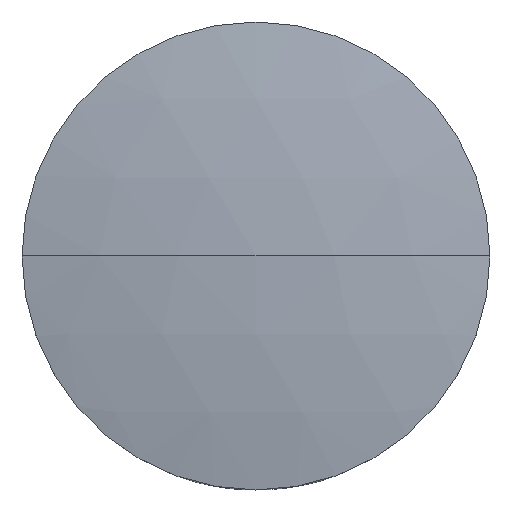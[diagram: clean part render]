
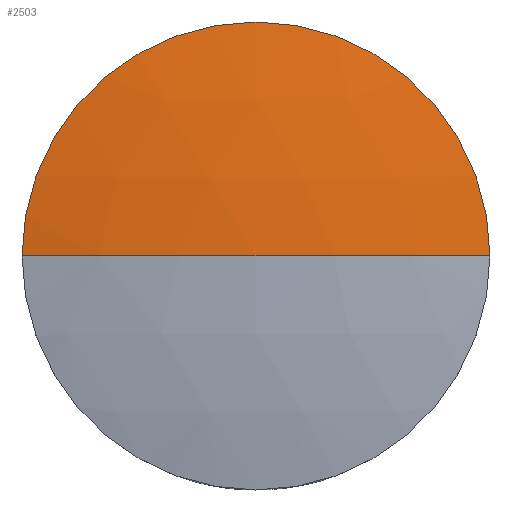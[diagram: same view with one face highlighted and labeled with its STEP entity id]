
A CAD part, top view. The second image highlights one B-rep face of the part: STEP entity #2503.
In plain terms, the highlighted spherical face has radius 103.36 mm.
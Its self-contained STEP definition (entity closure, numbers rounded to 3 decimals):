
#113 = CARTESIAN_POINT ( 'NONE',  ( 0., 0., -101.225 ) ) ;
#119 = DIRECTION ( 'NONE',  ( 0., -1., 0. ) ) ;
#242 = SPHERICAL_SURFACE ( 'NONE', #1002, 103.36 ) ;
#272 = DIRECTION ( 'NONE',  ( -1., 0., 0. ) ) ;
#316 = DIRECTION ( 'NONE',  ( 0., 0., 1. ) ) ;
#385 = DIRECTION ( 'NONE',  ( 0., -1., 0. ) ) ;
#654 = DIRECTION ( 'NONE',  ( 0., 0., -1. ) ) ;
#726 = EDGE_LOOP ( 'NONE', ( #2197, #1891, #1213 ) ) ;
#796 = CARTESIAN_POINT ( 'NONE',  ( 0., 0., -101.225 ) ) ;
#855 = EDGE_CURVE ( 'NONE', #1889, #1878, #2391, .T. ) ;
#1002 = AXIS2_PLACEMENT_3D ( 'NONE', #1137, #119, #1337 ) ;
#1137 = CARTESIAN_POINT ( 'NONE',  ( 0., 0., -101.225 ) ) ;
#1167 = EDGE_CURVE ( 'NONE', #1878, #1525, #2317, .T. ) ;
#1213 = ORIENTED_EDGE ( 'NONE', *, *, #1167, .F. ) ;
#1337 = DIRECTION ( 'NONE',  ( 1., 0., 0. ) ) ;
#1459 = AXIS2_PLACEMENT_3D ( 'NONE', #796, #385, #2590 ) ;
#1473 = CARTESIAN_POINT ( 'NONE',  ( 19.05, 0., 0.364 ) ) ;
#1482 = CARTESIAN_POINT ( 'NONE',  ( -19.05, 0., 0.364 ) ) ;
#1525 = VERTEX_POINT ( 'NONE', #1473 ) ;
#1534 = DIRECTION ( 'NONE',  ( 0., 1., 0. ) ) ;
#1626 = AXIS2_PLACEMENT_3D ( 'NONE', #1704, #654, #272 ) ;
#1704 = CARTESIAN_POINT ( 'NONE',  ( 0., 0., 0.364 ) ) ;
#1874 = AXIS2_PLACEMENT_3D ( 'NONE', #113, #1534, #316 ) ;
#1878 = VERTEX_POINT ( 'NONE', #1482 ) ;
#1889 = VERTEX_POINT ( 'NONE', #1898 ) ;
#1891 = ORIENTED_EDGE ( 'NONE', *, *, #2465, .T. ) ;
#1898 = CARTESIAN_POINT ( 'NONE',  ( 0., 0., 2.135 ) ) ;
#1901 = CIRCLE ( 'NONE', #1874, 103.36 ) ;
#2197 = ORIENTED_EDGE ( 'NONE', *, *, #855, .F. ) ;
#2256 = FACE_OUTER_BOUND ( 'NONE', #726, .T. ) ;
#2317 = CIRCLE ( 'NONE', #1626, 19.05 ) ;
#2391 = CIRCLE ( 'NONE', #1459, 103.36 ) ;
#2465 = EDGE_CURVE ( 'NONE', #1889, #1525, #1901, .T. ) ;
#2503 = ADVANCED_FACE ( 'NONE', ( #2256 ), #242, .T. ) ;
#2590 = DIRECTION ( 'NONE',  ( 1., 0., 0. ) ) ;
